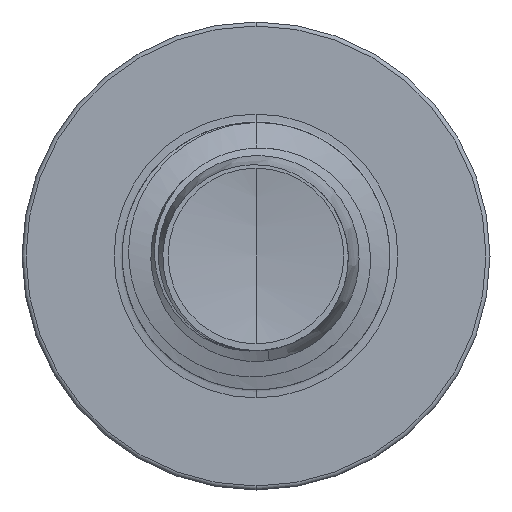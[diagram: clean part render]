
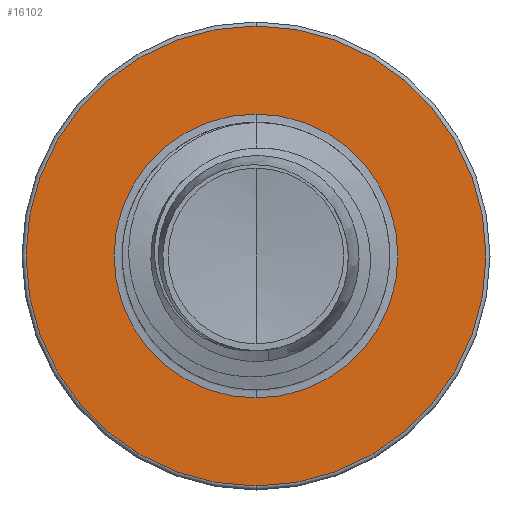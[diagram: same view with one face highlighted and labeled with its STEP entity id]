
A CAD part, front view. The second image highlights one B-rep face of the part: STEP entity #16102.
In plain terms, the highlighted planar face has unit normal (0, -1, 0).
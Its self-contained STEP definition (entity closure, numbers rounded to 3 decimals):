
#214 = DIRECTION ( 'NONE',  ( 0., 1., 0. ) ) ;
#267 = EDGE_CURVE ( 'NONE', #1308, #5672, #7643, .T. ) ;
#959 = VERTEX_POINT ( 'NONE', #9845 ) ;
#1152 = ORIENTED_EDGE ( 'NONE', *, *, #9759, .F. ) ;
#1276 = ORIENTED_EDGE ( 'NONE', *, *, #11304, .F. ) ;
#1308 = VERTEX_POINT ( 'NONE', #10855 ) ;
#1428 = ORIENTED_EDGE ( 'NONE', *, *, #267, .T. ) ;
#1559 = ORIENTED_EDGE ( 'NONE', *, *, #10041, .T. ) ;
#1594 = EDGE_LOOP ( 'NONE', ( #1152, #1276 ) ) ;
#1876 = CARTESIAN_POINT ( 'NONE',  ( 0., 9., -3.186 ) ) ;
#2041 = AXIS2_PLACEMENT_3D ( 'NONE', #6523, #15171, #7844 ) ;
#2136 = AXIS2_PLACEMENT_3D ( 'NONE', #5724, #214, #7055 ) ;
#2527 = CARTESIAN_POINT ( 'NONE',  ( 0., 9., 0. ) ) ;
#3349 = FACE_OUTER_BOUND ( 'NONE', #1594, .T. ) ;
#3825 = DIRECTION ( 'NONE',  ( 0., 0., 1. ) ) ;
#4046 = AXIS2_PLACEMENT_3D ( 'NONE', #2527, #11588, #3825 ) ;
#4114 = DIRECTION ( 'NONE',  ( 0., 1., 0. ) ) ;
#4183 = VERTEX_POINT ( 'NONE', #13876 ) ;
#4711 = AXIS2_PLACEMENT_3D ( 'NONE', #11849, #4114, #13038 ) ;
#5672 = VERTEX_POINT ( 'NONE', #1876 ) ;
#5724 = CARTESIAN_POINT ( 'NONE',  ( 0., 9., -3.186 ) ) ;
#6523 = CARTESIAN_POINT ( 'NONE',  ( 0., 9., 0. ) ) ;
#6533 = EDGE_LOOP ( 'NONE', ( #1428, #1559 ) ) ;
#7055 = DIRECTION ( 'NONE',  ( 0., 0., 1. ) ) ;
#7643 = CIRCLE ( 'NONE', #8949, 3.186 ) ;
#7844 = DIRECTION ( 'NONE',  ( 0., 0., 1. ) ) ;
#8717 = CIRCLE ( 'NONE', #4046, 3.186 ) ;
#8949 = AXIS2_PLACEMENT_3D ( 'NONE', #14761, #16044, #14359 ) ;
#9759 = EDGE_CURVE ( 'NONE', #4183, #959, #10289, .T. ) ;
#9845 = CARTESIAN_POINT ( 'NONE',  ( 0., 9., -5.16 ) ) ;
#10041 = EDGE_CURVE ( 'NONE', #5672, #1308, #8717, .T. ) ;
#10289 = CIRCLE ( 'NONE', #4711, 5.16 ) ;
#10855 = CARTESIAN_POINT ( 'NONE',  ( 0., 9., 3.186 ) ) ;
#10866 = CIRCLE ( 'NONE', #2041, 5.16 ) ;
#11304 = EDGE_CURVE ( 'NONE', #959, #4183, #10866, .T. ) ;
#11588 = DIRECTION ( 'NONE',  ( 0., 1., 0. ) ) ;
#11849 = CARTESIAN_POINT ( 'NONE',  ( 0., 9., 0. ) ) ;
#12043 = PLANE ( 'NONE',  #2136 ) ;
#13038 = DIRECTION ( 'NONE',  ( 0., 0., 1. ) ) ;
#13141 = FACE_BOUND ( 'NONE', #6533, .T. ) ;
#13876 = CARTESIAN_POINT ( 'NONE',  ( 0., 9., 5.16 ) ) ;
#14359 = DIRECTION ( 'NONE',  ( 0., 0., 1. ) ) ;
#14761 = CARTESIAN_POINT ( 'NONE',  ( 0., 9., 0. ) ) ;
#15171 = DIRECTION ( 'NONE',  ( 0., 1., 0. ) ) ;
#16044 = DIRECTION ( 'NONE',  ( 0., 1., 0. ) ) ;
#16102 = ADVANCED_FACE ( 'NONE', ( #3349, #13141 ), #12043, .F. ) ;
